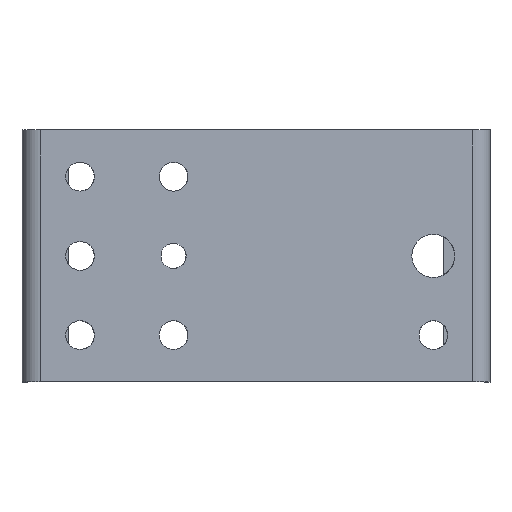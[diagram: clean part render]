
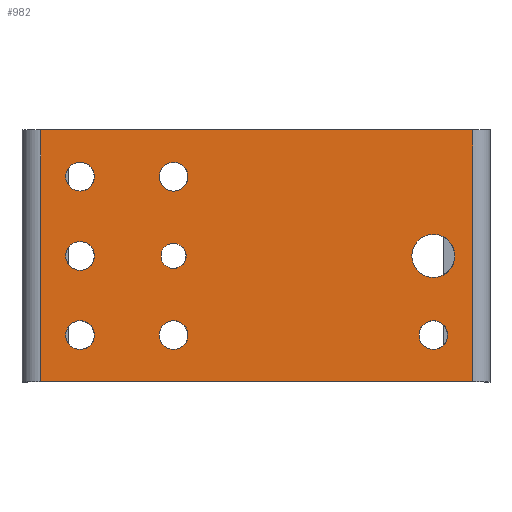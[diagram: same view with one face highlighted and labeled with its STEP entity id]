
A CAD part, top view. The second image highlights one B-rep face of the part: STEP entity #982.
In plain terms, the highlighted planar face has unit normal (0.052, 0, 0.999).
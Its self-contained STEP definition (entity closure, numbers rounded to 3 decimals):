
#262 = VERTEX_POINT('',#263);
#263 = CARTESIAN_POINT('',(5.16,0.,40.));
#270 = EDGE_CURVE('',#271,#262,#273,.T.);
#271 = VERTEX_POINT('',#272);
#272 = CARTESIAN_POINT('',(125.26,0.,33.706));
#273 = LINE('',#274,#275);
#274 = CARTESIAN_POINT('',(125.26,0.,33.706));
#275 = VECTOR('',#276,1.);
#276 = DIRECTION('',(-0.999,0.,0.052));
#427 = VERTEX_POINT('',#428);
#428 = CARTESIAN_POINT('',(5.16,-70.,40.));
#435 = EDGE_CURVE('',#436,#427,#438,.T.);
#436 = VERTEX_POINT('',#437);
#437 = CARTESIAN_POINT('',(125.26,-70.,33.706));
#438 = LINE('',#439,#440);
#439 = CARTESIAN_POINT('',(125.26,-70.,33.706));
#440 = VECTOR('',#441,1.);
#441 = DIRECTION('',(-0.999,0.,0.052));
#971 = EDGE_CURVE('',#271,#436,#972,.T.);
#972 = LINE('',#973,#974);
#973 = CARTESIAN_POINT('',(125.26,0.,33.706));
#974 = VECTOR('',#975,1.);
#975 = DIRECTION('',(0.,-1.,0.));
#982 = ADVANCED_FACE('',(#983,#994,#1005,#1016,#1027,#1038,#1049,#1060,
    #1071),#1082,.F.);
#983 = FACE_BOUND('',#984,.F.);
#984 = EDGE_LOOP('',(#985,#986,#987,#993));
#985 = ORIENTED_EDGE('',*,*,#971,.T.);
#986 = ORIENTED_EDGE('',*,*,#435,.T.);
#987 = ORIENTED_EDGE('',*,*,#988,.F.);
#988 = EDGE_CURVE('',#262,#427,#989,.T.);
#989 = LINE('',#990,#991);
#990 = CARTESIAN_POINT('',(5.16,0.,40.));
#991 = VECTOR('',#992,1.);
#992 = DIRECTION('',(0.,-1.,0.));
#993 = ORIENTED_EDGE('',*,*,#270,.F.);
#994 = FACE_BOUND('',#995,.F.);
#995 = EDGE_LOOP('',(#996));
#996 = ORIENTED_EDGE('',*,*,#997,.T.);
#997 = EDGE_CURVE('',#998,#998,#1000,.T.);
#998 = VERTEX_POINT('',#999);
#999 = CARTESIAN_POINT('',(110.281,-57.,34.491));
#1000 = CIRCLE('',#1001,4.);
#1001 = AXIS2_PLACEMENT_3D('',#1002,#1003,#1004);
#1002 = CARTESIAN_POINT('',(114.275,-57.,34.282));
#1003 = DIRECTION('',(0.052,0.,
    0.999));
#1004 = DIRECTION('',(-0.999,0.,
    0.052));
#1005 = FACE_BOUND('',#1006,.F.);
#1006 = EDGE_LOOP('',(#1007));
#1007 = ORIENTED_EDGE('',*,*,#1008,.T.);
#1008 = EDGE_CURVE('',#1009,#1009,#1011,.T.);
#1009 = VERTEX_POINT('',#1010);
#1010 = CARTESIAN_POINT('',(38.115,-57.,38.273));
#1011 = CIRCLE('',#1012,4.);
#1012 = AXIS2_PLACEMENT_3D('',#1013,#1014,#1015);
#1013 = CARTESIAN_POINT('',(42.109,-57.,38.064));
#1014 = DIRECTION('',(0.052,0.,
    0.999));
#1015 = DIRECTION('',(-0.999,0.,
    0.052));
#1016 = FACE_BOUND('',#1017,.F.);
#1017 = EDGE_LOOP('',(#1018));
#1018 = ORIENTED_EDGE('',*,*,#1019,.T.);
#1019 = EDGE_CURVE('',#1020,#1020,#1022,.T.);
#1020 = VERTEX_POINT('',#1021);
#1021 = CARTESIAN_POINT('',(12.15,-57.,39.634));
#1022 = CIRCLE('',#1023,4.);
#1023 = AXIS2_PLACEMENT_3D('',#1024,#1025,#1026);
#1024 = CARTESIAN_POINT('',(16.145,-57.,39.424));
#1025 = DIRECTION('',(0.052,0.,
    0.999));
#1026 = DIRECTION('',(-0.999,0.,
    0.052));
#1027 = FACE_BOUND('',#1028,.F.);
#1028 = EDGE_LOOP('',(#1029));
#1029 = ORIENTED_EDGE('',*,*,#1030,.T.);
#1030 = EDGE_CURVE('',#1031,#1031,#1033,.T.);
#1031 = VERTEX_POINT('',#1032);
#1032 = CARTESIAN_POINT('',(108.283,-35.,34.596));
#1033 = CIRCLE('',#1034,6.);
#1034 = AXIS2_PLACEMENT_3D('',#1035,#1036,#1037);
#1035 = CARTESIAN_POINT('',(114.275,-35.,34.282));
#1036 = DIRECTION('',(0.052,0.,
    0.999));
#1037 = DIRECTION('',(-0.999,0.,
    0.052));
#1038 = FACE_BOUND('',#1039,.F.);
#1039 = EDGE_LOOP('',(#1040));
#1040 = ORIENTED_EDGE('',*,*,#1041,.T.);
#1041 = EDGE_CURVE('',#1042,#1042,#1044,.T.);
#1042 = VERTEX_POINT('',#1043);
#1043 = CARTESIAN_POINT('',(38.614,-35.,38.247));
#1044 = CIRCLE('',#1045,3.5);
#1045 = AXIS2_PLACEMENT_3D('',#1046,#1047,#1048);
#1046 = CARTESIAN_POINT('',(42.109,-35.,38.064));
#1047 = DIRECTION('',(0.052,0.,
    0.999));
#1048 = DIRECTION('',(-0.999,0.,
    0.052));
#1049 = FACE_BOUND('',#1050,.F.);
#1050 = EDGE_LOOP('',(#1051));
#1051 = ORIENTED_EDGE('',*,*,#1052,.T.);
#1052 = EDGE_CURVE('',#1053,#1053,#1055,.T.);
#1053 = VERTEX_POINT('',#1054);
#1054 = CARTESIAN_POINT('',(12.15,-35.,39.634));
#1055 = CIRCLE('',#1056,4.);
#1056 = AXIS2_PLACEMENT_3D('',#1057,#1058,#1059);
#1057 = CARTESIAN_POINT('',(16.145,-35.,39.424));
#1058 = DIRECTION('',(0.052,0.,
    0.999));
#1059 = DIRECTION('',(-0.999,0.,
    0.052));
#1060 = FACE_BOUND('',#1061,.F.);
#1061 = EDGE_LOOP('',(#1062));
#1062 = ORIENTED_EDGE('',*,*,#1063,.T.);
#1063 = EDGE_CURVE('',#1064,#1064,#1066,.T.);
#1064 = VERTEX_POINT('',#1065);
#1065 = CARTESIAN_POINT('',(38.115,-13.,38.273));
#1066 = CIRCLE('',#1067,4.);
#1067 = AXIS2_PLACEMENT_3D('',#1068,#1069,#1070);
#1068 = CARTESIAN_POINT('',(42.109,-13.,38.064));
#1069 = DIRECTION('',(0.052,0.,
    0.999));
#1070 = DIRECTION('',(-0.999,0.,
    0.052));
#1071 = FACE_BOUND('',#1072,.F.);
#1072 = EDGE_LOOP('',(#1073));
#1073 = ORIENTED_EDGE('',*,*,#1074,.T.);
#1074 = EDGE_CURVE('',#1075,#1075,#1077,.T.);
#1075 = VERTEX_POINT('',#1076);
#1076 = CARTESIAN_POINT('',(12.15,-13.,39.634));
#1077 = CIRCLE('',#1078,4.);
#1078 = AXIS2_PLACEMENT_3D('',#1079,#1080,#1081);
#1079 = CARTESIAN_POINT('',(16.145,-13.,39.424));
#1080 = DIRECTION('',(0.052,0.,
    0.999));
#1081 = DIRECTION('',(-0.999,0.,
    0.052));
#1082 = PLANE('',#1083);
#1083 = AXIS2_PLACEMENT_3D('',#1084,#1085,#1086);
#1084 = CARTESIAN_POINT('',(125.26,0.,33.706));
#1085 = DIRECTION('',(-0.052,0.,-0.999));
#1086 = DIRECTION('',(-0.999,0.,0.052));
